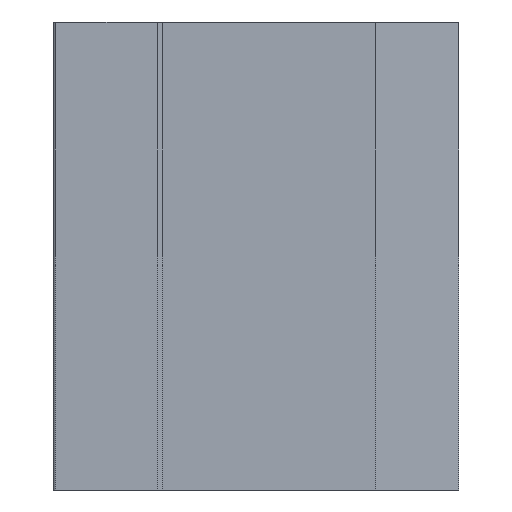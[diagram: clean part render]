
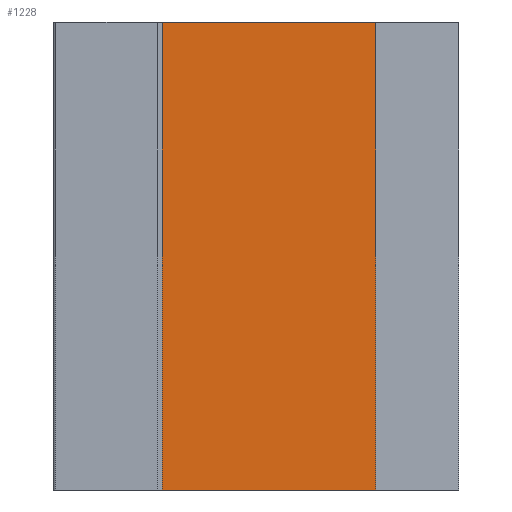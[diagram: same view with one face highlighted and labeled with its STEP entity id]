
A CAD part, left-side view. The second image highlights one B-rep face of the part: STEP entity #1228.
In plain terms, the highlighted planar face has unit normal (-1, 0, 0).
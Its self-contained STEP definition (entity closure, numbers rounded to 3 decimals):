
#41=LINE('',#2022,#115);
#42=LINE('',#2024,#116);
#43=LINE('',#2026,#117);
#44=LINE('',#2028,#118);
#115=VECTOR('',#1661,1000.);
#116=VECTOR('',#1664,1000.);
#117=VECTOR('',#1665,1000.);
#118=VECTOR('',#1666,1000.);
#208=PLANE('',#1395);
#354=ORIENTED_EDGE('',*,*,#594,.F.);
#355=ORIENTED_EDGE('',*,*,#593,.F.);
#356=ORIENTED_EDGE('',*,*,#595,.T.);
#357=ORIENTED_EDGE('',*,*,#596,.T.);
#593=EDGE_CURVE('',#729,#728,#41,.T.);
#594=EDGE_CURVE('',#728,#730,#42,.T.);
#595=EDGE_CURVE('',#729,#731,#43,.T.);
#596=EDGE_CURVE('',#731,#730,#44,.T.);
#728=VERTEX_POINT('',#2019);
#729=VERTEX_POINT('',#2021);
#730=VERTEX_POINT('',#2025);
#731=VERTEX_POINT('',#2027);
#933=EDGE_LOOP('',(#354,#355,#356,#357));
#1079=FACE_BOUND('',#933,.T.);
#1228=ADVANCED_FACE('',(#1079),#208,.T.);
#1395=AXIS2_PLACEMENT_3D('',#2023,#1662,#1663);
#1661=DIRECTION('',(0.,0.,1.));
#1662=DIRECTION('',(-1.,0.,0.));
#1663=DIRECTION('',(0.,0.,1.));
#1664=DIRECTION('',(0.,-1.,0.));
#1665=DIRECTION('',(0.,-1.,0.));
#1666=DIRECTION('',(0.,0.,1.));
#2019=CARTESIAN_POINT('',(-50.,-21.,0.));
#2021=CARTESIAN_POINT('',(-50.,-21.,-90.));
#2022=CARTESIAN_POINT('',(-50.,-21.,-90.));
#2023=CARTESIAN_POINT('',(-50.,-21.,-90.));
#2024=CARTESIAN_POINT('',(-50.,-21.,0.));
#2025=CARTESIAN_POINT('',(-50.,-62.,0.));
#2026=CARTESIAN_POINT('',(-50.,-21.,-90.));
#2027=CARTESIAN_POINT('',(-50.,-62.,-90.));
#2028=CARTESIAN_POINT('',(-50.,-62.,-90.));
